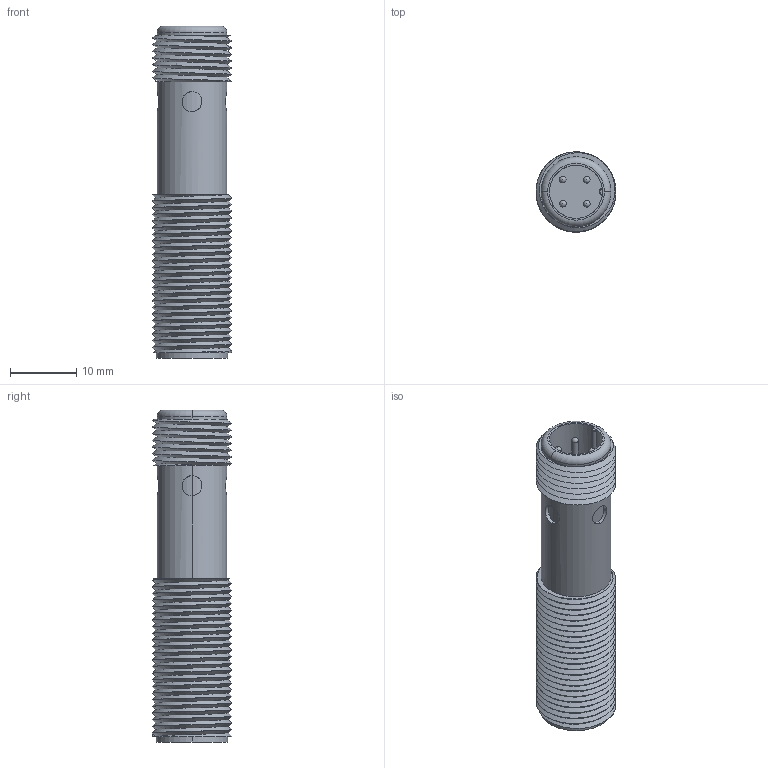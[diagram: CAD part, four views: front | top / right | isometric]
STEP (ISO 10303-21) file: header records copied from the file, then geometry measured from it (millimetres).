
FILE_DESCRIPTION (( 'STEP AP203' ), '1' );
FILE_NAME ('蚾饜极-I1SF-M1204N-OES4.STEP', '2020-05-25T06:35:56', ( '' ), ( '' ), 'SwSTEP 2.0', 'SolidWorks 2017', '' );
FILE_SCHEMA (( 'CONFIG_CONTROL_DESIGN' ));
Length unit declared in the file: millimetre
Products named in the file (10): 蚾饜极-I1SF-M1204N-OES4; 零件-埋入感应壳; 脣渀1; 脣渀1 - 萵掛; 蚾饜极M12-Plug; 零件-短型埋入管子; 脣渀1 - 萵掛 (3); plogｿﾇ2; 錨璃-諉芛揭蹟恇; Áã¼þ-ledµÆ
Assembly tree (10 placements, depth 3):
  蚾饜极-I1SF-M1204N-OES4
    錨璃-諉芛揭蹟恇
    蚾饜极M12-Plug
      plogｿﾇ2
      脣渀1
      脣渀1 - 萵掛  x2
      脣渀1 - 萵掛 (3)
      Áã¼þ-ledµÆ
    零件-埋入感应壳
    零件-短型埋入管子
Bounding box: 12.04 x 12.04 x 50 mm (x, y, z)
Volume: 2302.8 mm3; surface area: 6181.1 mm2
Topology: 9 solids, 9 shells, 126 faces, 316 edges, 210 vertices
Faces by surface type: cylinder 89, plane 26, bspline 4, sphere 4, torus 3
Entity records: 10543 total; most frequent: CARTESIAN_POINT 6855, ORIENTED_EDGE 592, DIRECTION 509, EDGE_CURVE 296, AXIS2_PLACEMENT_3D 208, VERTEX_POINT 196, EDGE_LOOP 138, ADVANCED_FACE 121
